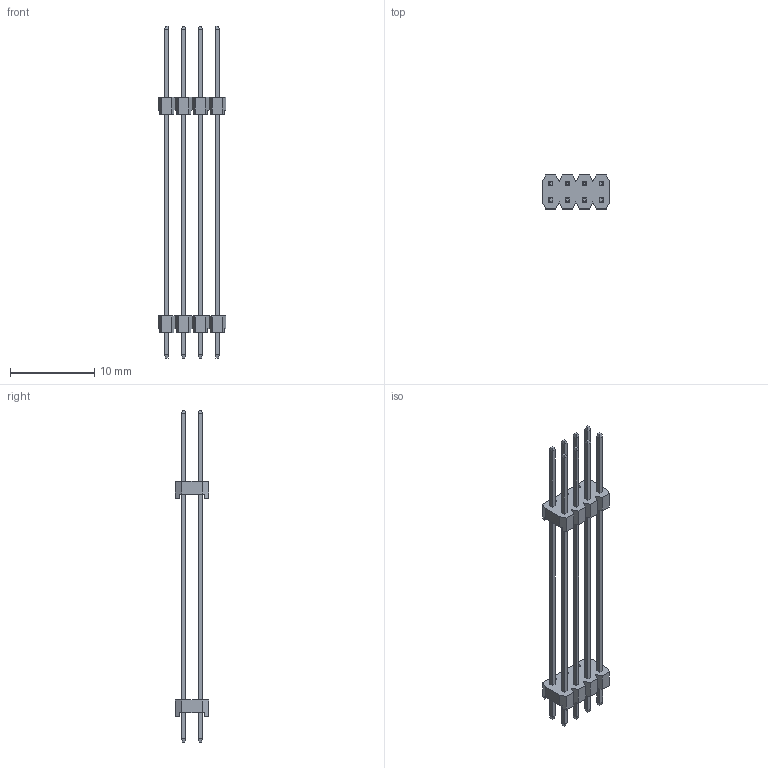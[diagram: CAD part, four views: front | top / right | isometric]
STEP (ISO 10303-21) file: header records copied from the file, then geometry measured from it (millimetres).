
FILE_DESCRIPTION (( 'STEP AP214' ), '1' );
FILE_NAME ('FPH20048-D08S1014290751B-REF.STEP', '2026-01-09T06:40:55', ( '' ), ( '' ), 'SwSTEP 2.0', 'SolidWorks 2021', '' );
FILE_SCHEMA (( 'AUTOMOTIVE_DESIGN' ));
Length unit declared in the file: millimetre
Products named in the file (1): FPH20048-D08S1014290751B-REF
Bounding box: 8 x 4 x 39.5 mm (x, y, z)
Volume: 166.6 mm3; surface area: 811.4 mm2
Topology: 1 solids, 1 shells, 264 faces, 668 edges, 424 vertices
Faces by surface type: plane 264
Entity records: 7742 total; most frequent: CARTESIAN_POINT 1357, ORIENTED_EDGE 1336, DIRECTION 1198, VECTOR 668, EDGE_CURVE 668, LINE 668, VERTEX_POINT 424, EDGE_LOOP 296
